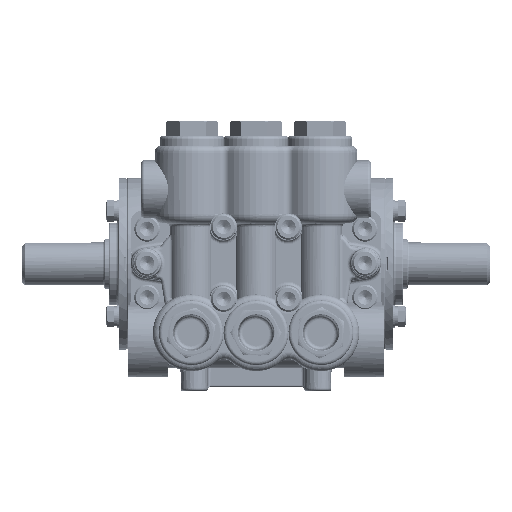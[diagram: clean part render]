
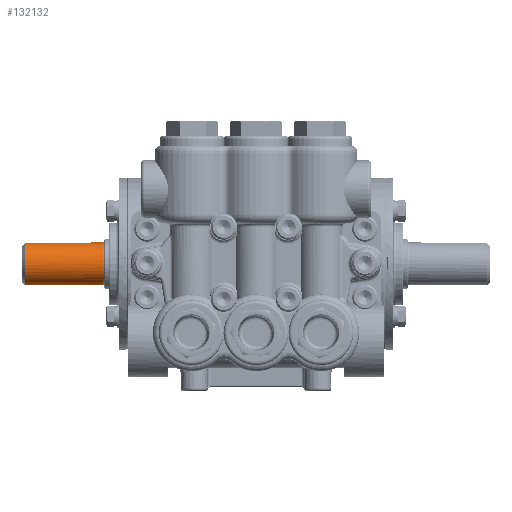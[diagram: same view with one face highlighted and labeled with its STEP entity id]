
A CAD part, top view. The second image highlights one B-rep face of the part: STEP entity #132132.
In plain terms, the highlighted cylindrical face has radius 15 mm (diameter 30 mm), a partial arc.
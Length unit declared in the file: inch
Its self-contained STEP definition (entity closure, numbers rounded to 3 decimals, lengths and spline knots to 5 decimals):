
#1016 = DIRECTION ( 'NONE',  ( 0., -1., 0. ) ) ;
#3654 = CARTESIAN_POINT ( 'NONE',  ( -4.72441, 0.56917, 0.15748 ) ) ;
#5733 = CIRCLE ( 'NONE', #178544, 0.59055 ) ;
#6321 = ORIENTED_EDGE ( 'NONE', *, *, #210970, .T. ) ;
#13432 = VERTEX_POINT ( 'NONE', #62592 ) ;
#16691 = EDGE_CURVE ( 'NONE', #112076, #186819, #185225, .T. ) ;
#18028 = CARTESIAN_POINT ( 'NONE',  ( -6.49606, 0.59055, 0. ) ) ;
#18332 = DIRECTION ( 'NONE',  ( 1., 0., 0. ) ) ;
#22100 = CARTESIAN_POINT ( 'NONE',  ( -4.57199, 0.58922, 0.04093 ) ) ;
#26348 = CARTESIAN_POINT ( 'NONE',  ( -4.24409, 0., 0. ) ) ;
#30078 = B_SPLINE_CURVE_WITH_KNOTS ( 'NONE', 3,
 ( #214982, #62566, #190484, #22100, #212556, #44117, #63789, #45356, #82223, #138738, #173214, #213772, #176843, #195338, #83437, #210151, #171999, #3654 ),
 .UNSPECIFIED., .F., .F.,
 ( 4, 2, 2, 2, 2, 2, 2, 2, 4 ),
 ( 0., 0.00079, 0.00157, 0.00236, 0.00314, 0.00393, 0.00471, 0.0055, 0.00628 ),
 .UNSPECIFIED. ) ;
#30151 = VERTEX_POINT ( 'NONE', #199966 ) ;
#37895 = CARTESIAN_POINT ( 'NONE',  ( -6.49606, 0., 0. ) ) ;
#44117 = CARTESIAN_POINT ( 'NONE',  ( -4.58298, 0.58646, 0.07002 ) ) ;
#45356 = CARTESIAN_POINT ( 'NONE',  ( -4.59926, 0.58274, 0.09614 ) ) ;
#61228 = ORIENTED_EDGE ( 'NONE', *, *, #240952, .T. ) ;
#62566 = CARTESIAN_POINT ( 'NONE',  ( -4.56693, 0.59055, 0.01046 ) ) ;
#62592 = CARTESIAN_POINT ( 'NONE',  ( -4.24409, 0.59055, 0. ) ) ;
#63789 = CARTESIAN_POINT ( 'NONE',  ( -4.58782, 0.5853, 0.07905 ) ) ;
#73369 = DIRECTION ( 'NONE',  ( 1., 0., 0. ) ) ;
#77964 = EDGE_CURVE ( 'NONE', #86715, #13432, #206082, .T. ) ;
#78847 = ORIENTED_EDGE ( 'NONE', *, *, #206555, .T. ) ;
#82223 = CARTESIAN_POINT ( 'NONE',  ( -4.60588, 0.58133, 0.10419 ) ) ;
#82833 = CARTESIAN_POINT ( 'NONE',  ( -6.41732, -0.59055, 0. ) ) ;
#83437 = CARTESIAN_POINT ( 'NONE',  ( -4.68347, 0.57055, 0.15242 ) ) ;
#85682 = AXIS2_PLACEMENT_3D ( 'NONE', #88416, #18332, #186709 ) ;
#86715 = VERTEX_POINT ( 'NONE', #197443 ) ;
#88416 = CARTESIAN_POINT ( 'NONE',  ( -6.41732, 0., 0. ) ) ;
#96080 = EDGE_CURVE ( 'NONE', #86715, #30151, #30078, .T. ) ;
#112076 = VERTEX_POINT ( 'NONE', #82833 ) ;
#117539 = VECTOR ( 'NONE', #73369, 39.37008 ) ;
#122817 = CARTESIAN_POINT ( 'NONE',  ( -4.24409, -0.59055, 0. ) ) ;
#130759 = CARTESIAN_POINT ( 'NONE',  ( -6.49606, 0.56917, 0.15748 ) ) ;
#131991 = LINE ( 'NONE', #130759, #154151 ) ;
#132132 = ADVANCED_FACE ( 'NONE', ( #206296 ), #152130, .T. ) ;
#138738 = CARTESIAN_POINT ( 'NONE',  ( -4.62035, 0.57856, 0.11864 ) ) ;
#139575 = ORIENTED_EDGE ( 'NONE', *, *, #96080, .T. ) ;
#152130 = CYLINDRICAL_SURFACE ( 'NONE', #167727, 0.59055 ) ;
#154151 = VECTOR ( 'NONE', #224237, 39.37008 ) ;
#167727 = AXIS2_PLACEMENT_3D ( 'NONE', #37895, #189046, #1016 ) ;
#171999 = CARTESIAN_POINT ( 'NONE',  ( -4.71408, 0.56917, 0.15748 ) ) ;
#173214 = CARTESIAN_POINT ( 'NONE',  ( -4.62825, 0.57717, 0.12514 ) ) ;
#175869 = CIRCLE ( 'NONE', #85682, 0.59055 ) ;
#176843 = CARTESIAN_POINT ( 'NONE',  ( -4.65455, 0.57336, 0.14151 ) ) ;
#177850 = VECTOR ( 'NONE', #191280, 39.37008 ) ;
#178544 = AXIS2_PLACEMENT_3D ( 'NONE', #26348, #197141, #210767 ) ;
#178601 = VERTEX_POINT ( 'NONE', #208027 ) ;
#185225 = LINE ( 'NONE', #200047, #117539 ) ;
#186709 = DIRECTION ( 'NONE',  ( 0., 1., 0. ) ) ;
#186819 = VERTEX_POINT ( 'NONE', #122817 ) ;
#187614 = ORIENTED_EDGE ( 'NONE', *, *, #77964, .F. ) ;
#189046 = DIRECTION ( 'NONE',  ( 1., 0., 0. ) ) ;
#190484 = CARTESIAN_POINT ( 'NONE',  ( -4.56796, 0.59027, 0.02073 ) ) ;
#191280 = DIRECTION ( 'NONE',  ( 1., 0., 0. ) ) ;
#195338 = CARTESIAN_POINT ( 'NONE',  ( -4.67349, 0.57136, 0.14937 ) ) ;
#196249 = ORIENTED_EDGE ( 'NONE', *, *, #16691, .T. ) ;
#197141 = DIRECTION ( 'NONE',  ( -1., 0., 0. ) ) ;
#197443 = CARTESIAN_POINT ( 'NONE',  ( -4.56693, 0.59055, 0. ) ) ;
#199966 = CARTESIAN_POINT ( 'NONE',  ( -4.72441, 0.56917, 0.15748 ) ) ;
#200047 = CARTESIAN_POINT ( 'NONE',  ( -6.49606, -0.59055, 0. ) ) ;
#206082 = LINE ( 'NONE', #18028, #177850 ) ;
#206296 = FACE_OUTER_BOUND ( 'NONE', #219856, .T. ) ;
#206555 = EDGE_CURVE ( 'NONE', #186819, #13432, #5733, .T. ) ;
#208027 = CARTESIAN_POINT ( 'NONE',  ( -6.41732, 0.56917, 0.15748 ) ) ;
#210151 = CARTESIAN_POINT ( 'NONE',  ( -4.70383, 0.56945, 0.15647 ) ) ;
#210767 = DIRECTION ( 'NONE',  ( 0., -1., 0. ) ) ;
#210970 = EDGE_CURVE ( 'NONE', #178601, #112076, #175869, .T. ) ;
#212556 = CARTESIAN_POINT ( 'NONE',  ( -4.57505, 0.58843, 0.05097 ) ) ;
#213772 = CARTESIAN_POINT ( 'NONE',  ( -4.64546, 0.57455, 0.13665 ) ) ;
#214982 = CARTESIAN_POINT ( 'NONE',  ( -4.56693, 0.59055, 0. ) ) ;
#219856 = EDGE_LOOP ( 'NONE', ( #187614, #139575, #61228, #6321, #196249, #78847 ) ) ;
#224237 = DIRECTION ( 'NONE',  ( -1., 0., 0. ) ) ;
#240952 = EDGE_CURVE ( 'NONE', #30151, #178601, #131991, .T. ) ;
